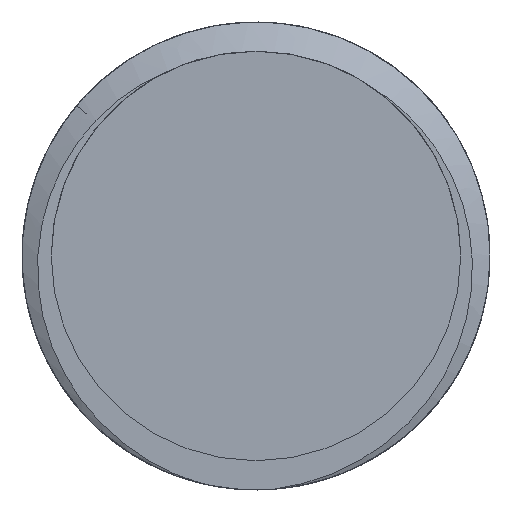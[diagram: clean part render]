
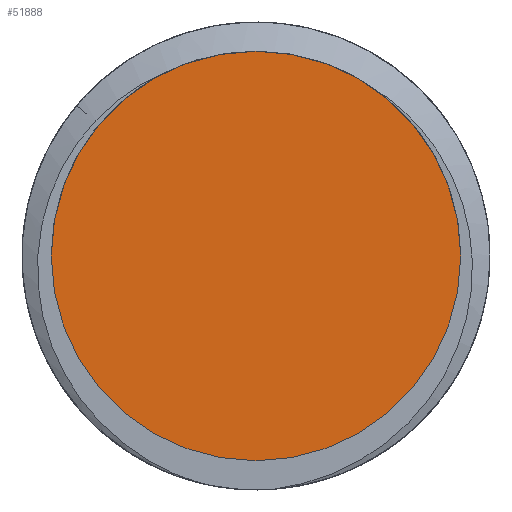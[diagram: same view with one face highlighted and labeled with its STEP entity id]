
A CAD part, front view. The second image highlights one B-rep face of the part: STEP entity #51888.
In plain terms, the highlighted planar face has unit normal (0, -1, 0).
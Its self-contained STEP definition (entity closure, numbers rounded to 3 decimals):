
#33842 = CYLINDRICAL_SURFACE('',#33843,5.25);
#33843 = AXIS2_PLACEMENT_3D('',#33844,#33845,#33846);
#33844 = CARTESIAN_POINT('',(0.,0.,0.));
#33845 = DIRECTION('',(0.,-1.,0.));
#33846 = DIRECTION('',(1.,0.,0.));
#51616 = CYLINDRICAL_SURFACE('',#51617,5.25);
#51617 = AXIS2_PLACEMENT_3D('',#51618,#51619,#51620);
#51618 = CARTESIAN_POINT('',(0.,0.,0.));
#51619 = DIRECTION('',(0.,-1.,0.));
#51620 = DIRECTION('',(1.,0.,0.));
#51656 = VERTEX_POINT('',#51657);
#51657 = CARTESIAN_POINT('',(-5.25,-0.5,0.));
#51722 = EDGE_CURVE('',#51723,#51656,#51725,.T.);
#51723 = VERTEX_POINT('',#51724);
#51724 = CARTESIAN_POINT('',(5.25,-0.5,0.));
#51725 = SURFACE_CURVE('',#51726,(#51731,#51760),.PCURVE_S1.);
#51726 = CIRCLE('',#51727,5.25);
#51727 = AXIS2_PLACEMENT_3D('',#51728,#51729,#51730);
#51728 = CARTESIAN_POINT('',(0.,-0.5,0.));
#51729 = DIRECTION('',(0.,-1.,0.));
#51730 = DIRECTION('',(1.,0.,0.));
#51731 = PCURVE('',#33842,#51732);
#51732 = DEFINITIONAL_REPRESENTATION('',(#51733),#51759);
#51733 = B_SPLINE_CURVE_WITH_KNOTS('',3,(#51734,#51735,#51736,#51737,
    #51738,#51739,#51740,#51741,#51742,#51743,#51744,#51745,#51746,
    #51747,#51748,#51749,#51750,#51751,#51752,#51753,#51754,#51755,
    #51756,#51757,#51758),.UNSPECIFIED.,.F.,.F.,(4,1,1,1,1,1,1,1,1,1,1,1
    ,1,1,1,1,1,1,1,1,1,1,4),(0.,0.143,0.286,
    0.428,0.571,0.714,0.857,
    1.,1.142,1.285,1.428,
    1.571,1.714,1.856,1.999,
    2.142,2.285,2.428,2.57,
    2.713,2.856,2.999,3.142),
  .QUASI_UNIFORM_KNOTS.);
#51734 = CARTESIAN_POINT('',(0.,0.5));
#51735 = CARTESIAN_POINT('',(0.048,0.5));
#51736 = CARTESIAN_POINT('',(0.143,0.5));
#51737 = CARTESIAN_POINT('',(0.286,0.5));
#51738 = CARTESIAN_POINT('',(0.428,0.5));
#51739 = CARTESIAN_POINT('',(0.571,0.5));
#51740 = CARTESIAN_POINT('',(0.714,0.5));
#51741 = CARTESIAN_POINT('',(0.857,0.5));
#51742 = CARTESIAN_POINT('',(1.,0.5));
#51743 = CARTESIAN_POINT('',(1.142,0.5));
#51744 = CARTESIAN_POINT('',(1.285,0.5));
#51745 = CARTESIAN_POINT('',(1.428,0.5));
#51746 = CARTESIAN_POINT('',(1.571,0.5));
#51747 = CARTESIAN_POINT('',(1.714,0.5));
#51748 = CARTESIAN_POINT('',(1.856,0.5));
#51749 = CARTESIAN_POINT('',(1.999,0.5));
#51750 = CARTESIAN_POINT('',(2.142,0.5));
#51751 = CARTESIAN_POINT('',(2.285,0.5));
#51752 = CARTESIAN_POINT('',(2.428,0.5));
#51753 = CARTESIAN_POINT('',(2.57,0.5));
#51754 = CARTESIAN_POINT('',(2.713,0.5));
#51755 = CARTESIAN_POINT('',(2.856,0.5));
#51756 = CARTESIAN_POINT('',(2.999,0.5));
#51757 = CARTESIAN_POINT('',(3.094,0.5));
#51758 = CARTESIAN_POINT('',(3.142,0.5));
#51759 = ( GEOMETRIC_REPRESENTATION_CONTEXT(2) 
PARAMETRIC_REPRESENTATION_CONTEXT() REPRESENTATION_CONTEXT('2D SPACE',''
  ) );
#51760 = PCURVE('',#51761,#51766);
#51761 = PLANE('',#51762);
#51762 = AXIS2_PLACEMENT_3D('',#51763,#51764,#51765);
#51763 = CARTESIAN_POINT('',(0.,-0.5,0.));
#51764 = DIRECTION('',(0.,-1.,0.));
#51765 = DIRECTION('',(1.,0.,0.));
#51766 = DEFINITIONAL_REPRESENTATION('',(#51767),#51771);
#51767 = CIRCLE('',#51768,5.25);
#51768 = AXIS2_PLACEMENT_2D('',#51769,#51770);
#51769 = CARTESIAN_POINT('',(0.,0.));
#51770 = DIRECTION('',(1.,0.));
#51771 = ( GEOMETRIC_REPRESENTATION_CONTEXT(2) 
PARAMETRIC_REPRESENTATION_CONTEXT() REPRESENTATION_CONTEXT('2D SPACE',''
  ) );
#51843 = EDGE_CURVE('',#51656,#51723,#51844,.T.);
#51844 = SURFACE_CURVE('',#51845,(#51850,#51879),.PCURVE_S1.);
#51845 = CIRCLE('',#51846,5.25);
#51846 = AXIS2_PLACEMENT_3D('',#51847,#51848,#51849);
#51847 = CARTESIAN_POINT('',(0.,-0.5,0.));
#51848 = DIRECTION('',(0.,-1.,0.));
#51849 = DIRECTION('',(-1.,0.,0.));
#51850 = PCURVE('',#51616,#51851);
#51851 = DEFINITIONAL_REPRESENTATION('',(#51852),#51878);
#51852 = B_SPLINE_CURVE_WITH_KNOTS('',3,(#51853,#51854,#51855,#51856,
    #51857,#51858,#51859,#51860,#51861,#51862,#51863,#51864,#51865,
    #51866,#51867,#51868,#51869,#51870,#51871,#51872,#51873,#51874,
    #51875,#51876,#51877),.UNSPECIFIED.,.F.,.F.,(4,1,1,1,1,1,1,1,1,1,1,1
    ,1,1,1,1,1,1,1,1,1,1,4),(0.,0.143,0.286,
    0.428,0.571,0.714,0.857,
    1.,1.142,1.285,1.428,
    1.571,1.714,1.856,1.999,
    2.142,2.285,2.428,2.57,
    2.713,2.856,2.999,3.142),
  .QUASI_UNIFORM_KNOTS.);
#51853 = CARTESIAN_POINT('',(3.142,0.5));
#51854 = CARTESIAN_POINT('',(3.189,0.5));
#51855 = CARTESIAN_POINT('',(3.284,0.5));
#51856 = CARTESIAN_POINT('',(3.427,0.5));
#51857 = CARTESIAN_POINT('',(3.57,0.5));
#51858 = CARTESIAN_POINT('',(3.713,0.5));
#51859 = CARTESIAN_POINT('',(3.856,0.5));
#51860 = CARTESIAN_POINT('',(3.998,0.5));
#51861 = CARTESIAN_POINT('',(4.141,0.5));
#51862 = CARTESIAN_POINT('',(4.284,0.5));
#51863 = CARTESIAN_POINT('',(4.427,0.5));
#51864 = CARTESIAN_POINT('',(4.57,0.5));
#51865 = CARTESIAN_POINT('',(4.712,0.5));
#51866 = CARTESIAN_POINT('',(4.855,0.5));
#51867 = CARTESIAN_POINT('',(4.998,0.5));
#51868 = CARTESIAN_POINT('',(5.141,0.5));
#51869 = CARTESIAN_POINT('',(5.284,0.5));
#51870 = CARTESIAN_POINT('',(5.426,0.5));
#51871 = CARTESIAN_POINT('',(5.569,0.5));
#51872 = CARTESIAN_POINT('',(5.712,0.5));
#51873 = CARTESIAN_POINT('',(5.855,0.5));
#51874 = CARTESIAN_POINT('',(5.998,0.5));
#51875 = CARTESIAN_POINT('',(6.14,0.5));
#51876 = CARTESIAN_POINT('',(6.236,0.5));
#51877 = CARTESIAN_POINT('',(6.283,0.5));
#51878 = ( GEOMETRIC_REPRESENTATION_CONTEXT(2) 
PARAMETRIC_REPRESENTATION_CONTEXT() REPRESENTATION_CONTEXT('2D SPACE',''
  ) );
#51879 = PCURVE('',#51761,#51880);
#51880 = DEFINITIONAL_REPRESENTATION('',(#51881),#51885);
#51881 = CIRCLE('',#51882,5.25);
#51882 = AXIS2_PLACEMENT_2D('',#51883,#51884);
#51883 = CARTESIAN_POINT('',(0.,0.));
#51884 = DIRECTION('',(-1.,0.));
#51885 = ( GEOMETRIC_REPRESENTATION_CONTEXT(2) 
PARAMETRIC_REPRESENTATION_CONTEXT() REPRESENTATION_CONTEXT('2D SPACE',''
  ) );
#51888 = ADVANCED_FACE('',(#51889),#51761,.T.);
#51889 = FACE_BOUND('',#51890,.F.);
#51890 = EDGE_LOOP('',(#51891,#51892));
#51891 = ORIENTED_EDGE('',*,*,#51722,.F.);
#51892 = ORIENTED_EDGE('',*,*,#51843,.F.);
